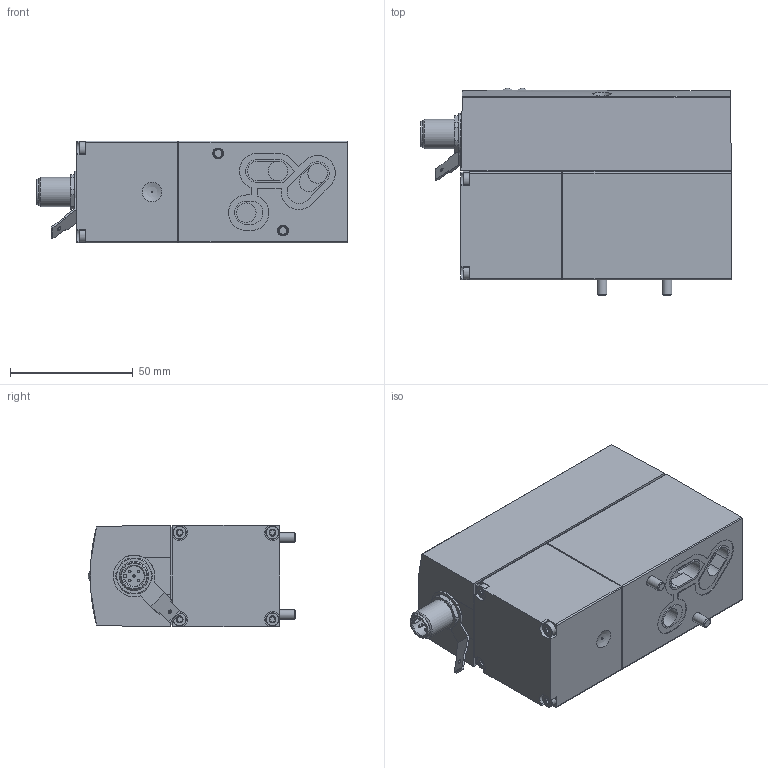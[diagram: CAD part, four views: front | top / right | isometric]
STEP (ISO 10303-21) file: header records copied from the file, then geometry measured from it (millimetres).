
FILE_DESCRIPTION(/* description */ ('STEP AP214'),/* implementation_level */ '2;1');
FILE_NAME(/* name */ '8031111_VPPM-8F-L-1-F-0L6H-LK-S1',/* time_stamp */ '2024-09-17T03:37:27+02:00',/* author */ ('License CC BY-ND 4.0'),/* organization */ ('CADENAS'),/* preprocessor_version */ 'ST-DEVELOPER v19.3',/* originating_system */ 'PARTsolutions',/* authorisation */ ' ');
FILE_SCHEMA (('AUTOMOTIVE_DESIGN {1 0 10303 214 3 1 1}'));
Length unit declared in the file: millimetre
Products named in the file (1): 8031111 VPPM-8F-L-1-F-0L6H-LK-S1
Bounding box: 126.9 x 84.58 x 41.5 mm (x, y, z)
Volume: 344694.1 mm3; surface area: 40158.5 mm2
Topology: 1 solids, 2 shells, 280 faces, 642 edges, 406 vertices
Faces by surface type: plane 132, cylinder 98, cone 41, torus 6, sphere 3
Full cylindrical faces by diameter (mm): 1 x5, 1.8 x1, 4 x2, 4.4 x2, 5.5 x4, 7 x2, 7.5 x2, 8 x3, 8.3 x1, 10.4 x1, 12 x2, 12.3 x1, 22 x1, 23 x1
Entity records: 9684 total; most frequent: CARTESIAN_POINT 1482, DIRECTION 1327, ORIENTED_EDGE 1188, EDGE_CURVE 594, AXIS2_PLACEMENT_3D 504, VERTEX_POINT 398, EDGE_LOOP 364, FACE_BOUND 364
